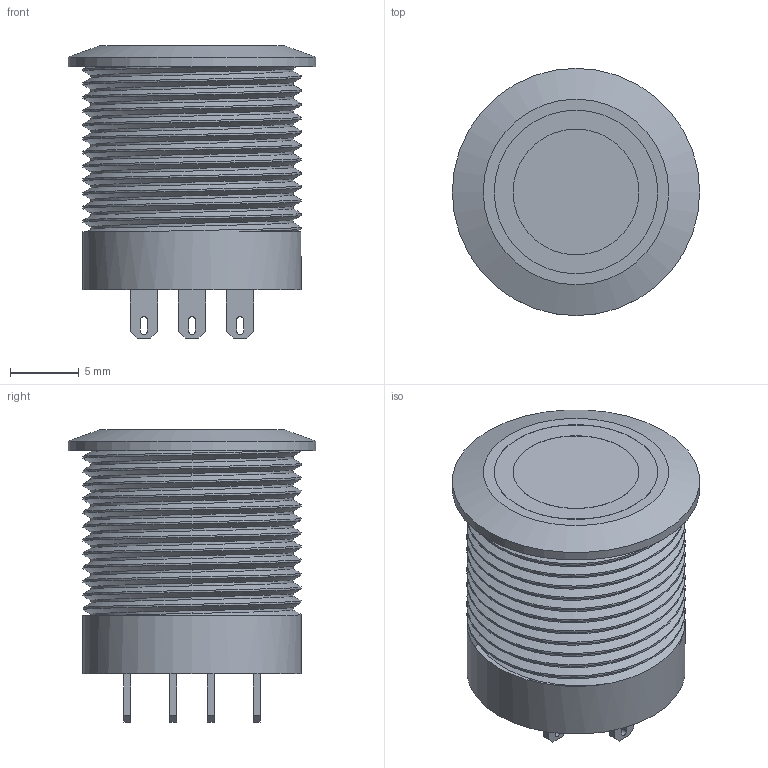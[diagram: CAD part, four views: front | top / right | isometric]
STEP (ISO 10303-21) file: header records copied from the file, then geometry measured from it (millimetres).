
FILE_DESCRIPTION(/* description */ (''),/* implementation_level */ '2;1');
FILE_NAME(/* name */ 'Pushbutton switch RGB v1.step',/* time_stamp */ '2023-12-04T20:00:42-05:00',/* author */ (''),/* organization */ (''),/* preprocessor_version */ 'ST-DEVELOPER v20',/* originating_system */ 'Autodesk Translation Framework v12.14.0.127',/* authorisation */ '');
FILE_SCHEMA (('AUTOMOTIVE_DESIGN { 1 0 10303 214 3 1 1 }'));
Length unit declared in the file: millimetre
Products named in the file (1): Pushbutton switch RGB
Bounding box: 18 x 18 x 21.25 mm (x, y, z)
Volume: 3395.4 mm3; surface area: 1856.3 mm2
Topology: 1 solids, 1 shells, 104 faces, 278 edges, 185 vertices
Faces by surface type: plane 60, cylinder 41, bspline 2, cone 1
Full cylindrical faces by diameter (mm): 9.15 x1, 11.9 x1, 14.741 x11, 15.884 x12, 18 x1
Entity records: 6307 total; most frequent: CARTESIAN_POINT 3676, ORIENTED_EDGE 556, DIRECTION 465, EDGE_CURVE 278, LINE 185, VECTOR 185, VERTEX_POINT 185, AXIS2_PLACEMENT_3D 140
